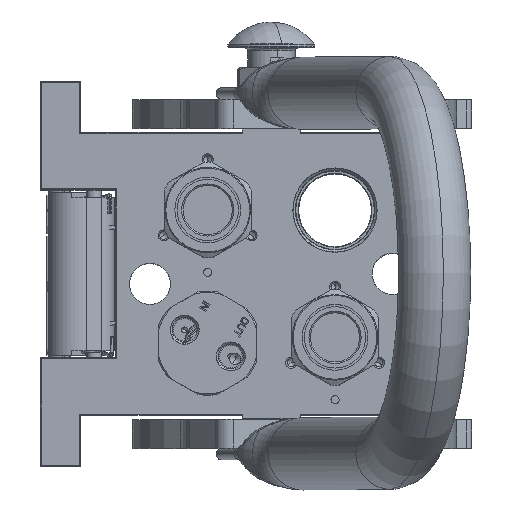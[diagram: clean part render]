
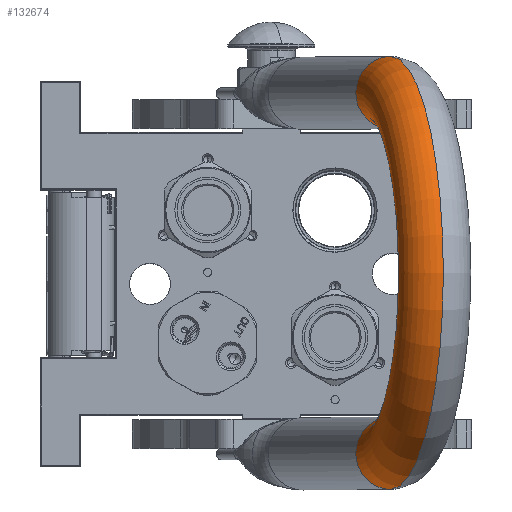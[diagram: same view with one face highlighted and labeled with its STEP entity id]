
A CAD part, top view. The second image highlights one B-rep face of the part: STEP entity #132674.
In plain terms, the highlighted toroidal (fillet/blend) face has major radius 62.25 mm and minor radius 12.5 mm.
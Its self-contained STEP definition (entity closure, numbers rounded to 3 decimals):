
#225 = EDGE_CURVE ( 'NONE', #95793, #134381, #2589, .T. ) ;
#275 = AXIS2_PLACEMENT_3D ( 'NONE', #19641, #133279, #122337 ) ;
#2589 = CIRCLE ( 'NONE', #113196, 49.75 ) ;
#3239 = CARTESIAN_POINT ( 'NONE',  ( 0., 0., 125.25 ) ) ;
#7366 = CARTESIAN_POINT ( 'NONE',  ( 0., 0., 125.25 ) ) ;
#8023 = EDGE_CURVE ( 'NONE', #95793, #59865, #146461, .T. ) ;
#10807 = TOROIDAL_SURFACE ( 'NONE', #29420, 62.25, 12.5 ) ;
#12576 = CARTESIAN_POINT ( 'NONE',  ( 0., 0., 125.25 ) ) ;
#13416 = CIRCLE ( 'NONE', #139589, 74.75 ) ;
#19256 = DIRECTION ( 'NONE',  ( 0., 1., 0. ) ) ;
#19641 = CARTESIAN_POINT ( 'NONE',  ( 62.25, 0., 125.25 ) ) ;
#22768 = ORIENTED_EDGE ( 'NONE', *, *, #8023, .T. ) ;
#25333 = CARTESIAN_POINT ( 'NONE',  ( 74.75, 0., 125.25 ) ) ;
#29420 = AXIS2_PLACEMENT_3D ( 'NONE', #12576, #93152, #79742 ) ;
#35100 = DIRECTION ( 'NONE',  ( -1., 0., 0. ) ) ;
#37083 = DIRECTION ( 'NONE',  ( 0., 1., 0. ) ) ;
#42169 = DIRECTION ( 'NONE',  ( 0., 0., 1. ) ) ;
#52530 = CIRCLE ( 'NONE', #275, 12.5 ) ;
#53678 = VERTEX_POINT ( 'NONE', #25333 ) ;
#59865 = VERTEX_POINT ( 'NONE', #77944 ) ;
#77944 = CARTESIAN_POINT ( 'NONE',  ( -74.75, 0., 125.25 ) ) ;
#79742 = DIRECTION ( 'NONE',  ( 1., 0., 0. ) ) ;
#84464 = CARTESIAN_POINT ( 'NONE',  ( 49.75, 0., 125.25 ) ) ;
#87011 = ORIENTED_EDGE ( 'NONE', *, *, #95959, .F. ) ;
#93152 = DIRECTION ( 'NONE',  ( 0., 1., 0. ) ) ;
#95793 = VERTEX_POINT ( 'NONE', #141148 ) ;
#95959 = EDGE_CURVE ( 'NONE', #134381, #53678, #52530, .T. ) ;
#100672 = AXIS2_PLACEMENT_3D ( 'NONE', #110444, #42169, #121947 ) ;
#109853 = ORIENTED_EDGE ( 'NONE', *, *, #225, .F. ) ;
#110444 = CARTESIAN_POINT ( 'NONE',  ( -62.25, 0., 125.25 ) ) ;
#111478 = DIRECTION ( 'NONE',  ( -1., 0., 0. ) ) ;
#113196 = AXIS2_PLACEMENT_3D ( 'NONE', #3239, #37083, #35100 ) ;
#115694 = EDGE_CURVE ( 'NONE', #59865, #53678, #13416, .T. ) ;
#117646 = EDGE_LOOP ( 'NONE', ( #136242, #87011, #109853, #22768 ) ) ;
#121947 = DIRECTION ( 'NONE',  ( 1., 0., 0. ) ) ;
#122337 = DIRECTION ( 'NONE',  ( -1., 0., 0. ) ) ;
#124914 = FACE_OUTER_BOUND ( 'NONE', #117646, .T. ) ;
#132674 = ADVANCED_FACE ( 'NONE', ( #124914 ), #10807, .T. ) ;
#133279 = DIRECTION ( 'NONE',  ( 0., 0., -1. ) ) ;
#134381 = VERTEX_POINT ( 'NONE', #84464 ) ;
#136242 = ORIENTED_EDGE ( 'NONE', *, *, #115694, .T. ) ;
#139589 = AXIS2_PLACEMENT_3D ( 'NONE', #7366, #19256, #111478 ) ;
#141148 = CARTESIAN_POINT ( 'NONE',  ( -49.75, 0., 125.25 ) ) ;
#146461 = CIRCLE ( 'NONE', #100672, 12.5 ) ;
